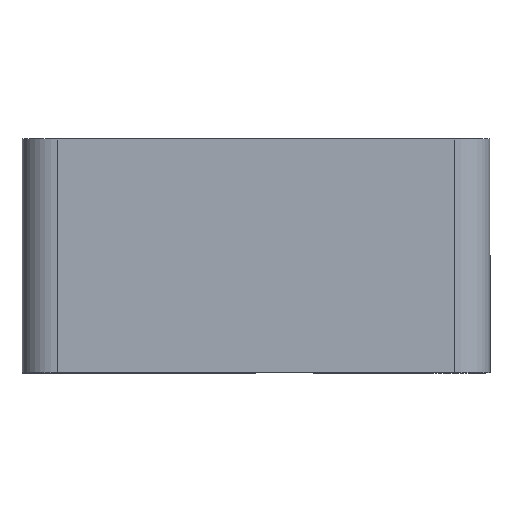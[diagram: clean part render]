
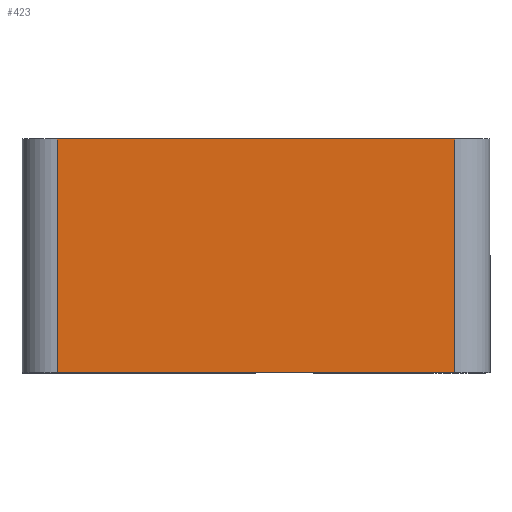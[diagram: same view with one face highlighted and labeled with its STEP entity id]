
A CAD part, left-side view. The second image highlights one B-rep face of the part: STEP entity #423.
In plain terms, the highlighted planar face has unit normal (-1, 0, 0).
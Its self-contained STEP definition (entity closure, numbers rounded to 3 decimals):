
#31=PLANE('',#476);
#56=FACE_OUTER_BOUND('',#84,.T.);
#84=EDGE_LOOP('',(#346,#347,#348,#349));
#115=LINE('',#715,#144);
#116=LINE('',#722,#145);
#117=LINE('',#725,#146);
#118=LINE('',#726,#147);
#144=VECTOR('',#580,10.);
#145=VECTOR('',#589,10.);
#146=VECTOR('',#592,10.);
#147=VECTOR('',#593,10.);
#217=VERTEX_POINT('',#712);
#218=VERTEX_POINT('',#714);
#220=VERTEX_POINT('',#720);
#221=VERTEX_POINT('',#724);
#265=EDGE_CURVE('',#217,#218,#115,.T.);
#269=EDGE_CURVE('',#218,#220,#116,.T.);
#270=EDGE_CURVE('',#221,#217,#117,.T.);
#271=EDGE_CURVE('',#220,#221,#118,.T.);
#346=ORIENTED_EDGE('',*,*,#269,.F.);
#347=ORIENTED_EDGE('',*,*,#265,.F.);
#348=ORIENTED_EDGE('',*,*,#270,.F.);
#349=ORIENTED_EDGE('',*,*,#271,.F.);
#423=ADVANCED_FACE('',(#56),#31,.T.);
#476=AXIS2_PLACEMENT_3D('',#723,#590,#591);
#580=DIRECTION('',(0.,1.,0.));
#589=DIRECTION('',(0.,0.,1.));
#590=DIRECTION('center_axis',(-1.,0.,0.));
#591=DIRECTION('ref_axis',(0.,-1.,0.));
#592=DIRECTION('',(0.,0.,-1.));
#593=DIRECTION('',(0.,-1.,0.));
#712=CARTESIAN_POINT('',(-30.,-25.5,0.));
#714=CARTESIAN_POINT('',(-30.,25.5,0.));
#715=CARTESIAN_POINT('',(-30.,-30.,0.));
#720=CARTESIAN_POINT('',(-30.,25.5,30.));
#722=CARTESIAN_POINT('',(-30.,25.5,0.));
#723=CARTESIAN_POINT('Origin',(-30.,30.,0.));
#724=CARTESIAN_POINT('',(-30.,-25.5,30.));
#725=CARTESIAN_POINT('',(-30.,-25.5,0.));
#726=CARTESIAN_POINT('',(-30.,-30.,30.));
